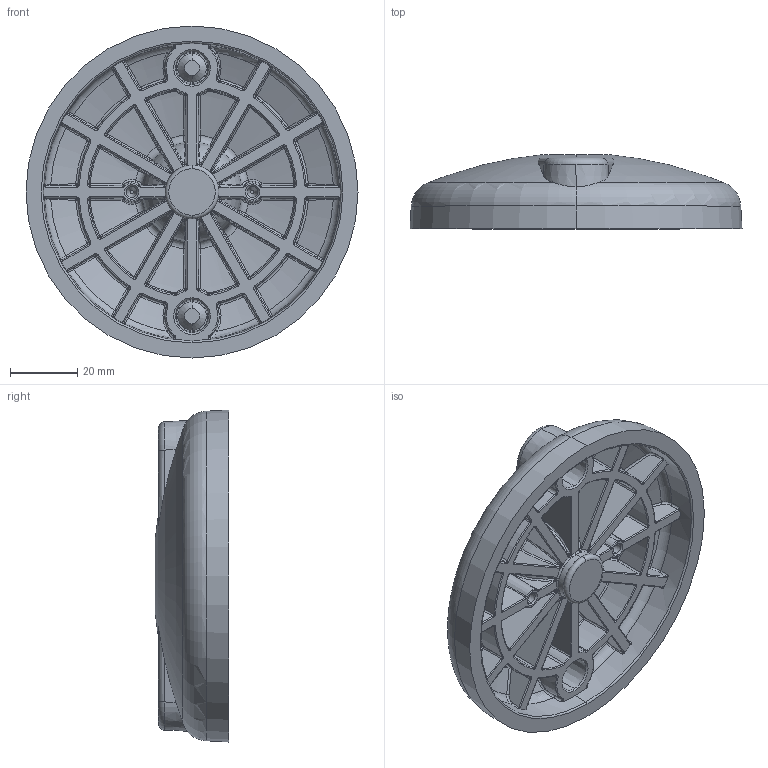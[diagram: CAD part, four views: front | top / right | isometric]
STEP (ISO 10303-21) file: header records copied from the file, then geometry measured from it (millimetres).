
FILE_DESCRIPTION (( 'STEP AP214' ), '1' );
FILE_NAME ('098c100kbz.STEP', '2014-08-12T07:45:52', ( '' ), ( '' ), 'SwSTEP 2.0', 'SolidWorks 2014', '' );
FILE_SCHEMA (( 'AUTOMOTIVE_DESIGN' ));
Length unit declared in the file: millimetre
Products named in the file (1): 098c100kbz
Bounding box: 99 x 22 x 99 mm (x, y, z)
Volume: 64202.1 mm3; surface area: 32803.9 mm2
Topology: 1 solids, 1 shells, 763 faces, 1774 edges, 1001 vertices
Faces by surface type: bspline 320, torus 174, sphere 78, cone 67, plane 64, cylinder 60
Entity records: 28879 total; most frequent: CARTESIAN_POINT 13839, ORIENTED_EDGE 3468, DIRECTION 2843, EDGE_CURVE 1734, AXIS2_PLACEMENT_3D 1349, VERTEX_POINT 981, CIRCLE 905, EDGE_LOOP 771
